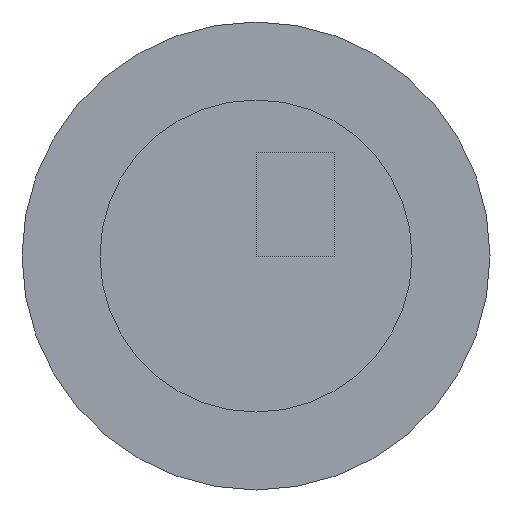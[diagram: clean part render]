
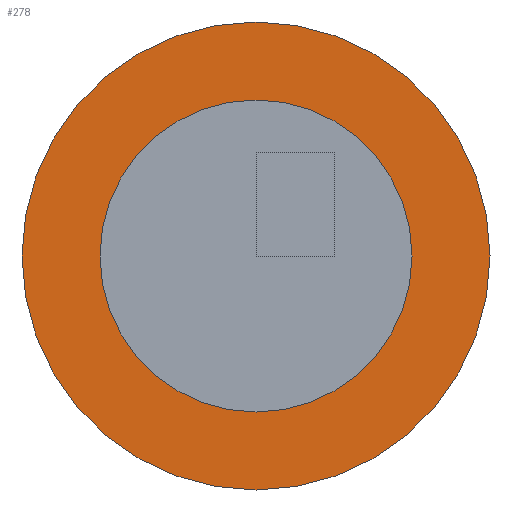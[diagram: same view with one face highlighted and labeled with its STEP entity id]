
A CAD part, front view. The second image highlights one B-rep face of the part: STEP entity #278.
In plain terms, the highlighted planar face has unit normal (0, -1, 0).
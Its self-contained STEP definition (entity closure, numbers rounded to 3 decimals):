
#2 = CARTESIAN_POINT ( 'NONE',  ( 0., 0., 0. ) ) ;
#6 = DIRECTION ( 'NONE',  ( 0., 0., 1. ) ) ;
#7 = CIRCLE ( 'NONE', #198, 30. ) ;
#14 = CARTESIAN_POINT ( 'NONE',  ( 0., 0., -30. ) ) ;
#24 = CIRCLE ( 'NONE', #255, 30. ) ;
#25 = EDGE_CURVE ( 'NONE', #182, #130, #7, .T. ) ;
#28 = DIRECTION ( 'NONE',  ( 0., 1., 0. ) ) ;
#41 = DIRECTION ( 'NONE',  ( 0., -1., 0. ) ) ;
#44 = ORIENTED_EDGE ( 'NONE', *, *, #179, .F. ) ;
#54 = DIRECTION ( 'NONE',  ( 0., 1., 0. ) ) ;
#59 = EDGE_CURVE ( 'NONE', #226, #173, #274, .T. ) ;
#64 = CARTESIAN_POINT ( 'NONE',  ( 0., 0., 45. ) ) ;
#66 = CARTESIAN_POINT ( 'NONE',  ( 0., 0., 0. ) ) ;
#77 = DIRECTION ( 'NONE',  ( 0., 0., -1. ) ) ;
#82 = DIRECTION ( 'NONE',  ( 0., -1., 0. ) ) ;
#95 = DIRECTION ( 'NONE',  ( 0., 1., 0. ) ) ;
#100 = ORIENTED_EDGE ( 'NONE', *, *, #144, .F. ) ;
#104 = FACE_OUTER_BOUND ( 'NONE', #126, .T. ) ;
#116 = CARTESIAN_POINT ( 'NONE',  ( 0., 0., 0. ) ) ;
#122 = EDGE_LOOP ( 'NONE', ( #292, #100 ) ) ;
#125 = AXIS2_PLACEMENT_3D ( 'NONE', #2, #54, #6 ) ;
#126 = EDGE_LOOP ( 'NONE', ( #44, #346 ) ) ;
#130 = VERTEX_POINT ( 'NONE', #14 ) ;
#131 = PLANE ( 'NONE',  #223 ) ;
#143 = CARTESIAN_POINT ( 'NONE',  ( 0., 0., 0. ) ) ;
#144 = EDGE_CURVE ( 'NONE', #130, #182, #24, .T. ) ;
#173 = VERTEX_POINT ( 'NONE', #282 ) ;
#179 = EDGE_CURVE ( 'NONE', #173, #226, #333, .T. ) ;
#182 = VERTEX_POINT ( 'NONE', #314 ) ;
#198 = AXIS2_PLACEMENT_3D ( 'NONE', #116, #82, #77 ) ;
#201 = DIRECTION ( 'NONE',  ( 0., 0., -1. ) ) ;
#223 = AXIS2_PLACEMENT_3D ( 'NONE', #297, #28, #235 ) ;
#226 = VERTEX_POINT ( 'NONE', #64 ) ;
#235 = DIRECTION ( 'NONE',  ( 0., 0., 1. ) ) ;
#251 = DIRECTION ( 'NONE',  ( 0., 0., 1. ) ) ;
#255 = AXIS2_PLACEMENT_3D ( 'NONE', #143, #41, #201 ) ;
#274 = CIRCLE ( 'NONE', #125, 45. ) ;
#276 = AXIS2_PLACEMENT_3D ( 'NONE', #66, #95, #251 ) ;
#278 = ADVANCED_FACE ( 'NONE', ( #345, #104 ), #131, .F. ) ;
#282 = CARTESIAN_POINT ( 'NONE',  ( 0., 0., -45. ) ) ;
#292 = ORIENTED_EDGE ( 'NONE', *, *, #25, .F. ) ;
#297 = CARTESIAN_POINT ( 'NONE',  ( 0., 0., 0. ) ) ;
#314 = CARTESIAN_POINT ( 'NONE',  ( 0., 0., 30. ) ) ;
#333 = CIRCLE ( 'NONE', #276, 45. ) ;
#345 = FACE_BOUND ( 'NONE', #122, .T. ) ;
#346 = ORIENTED_EDGE ( 'NONE', *, *, #59, .F. ) ;
